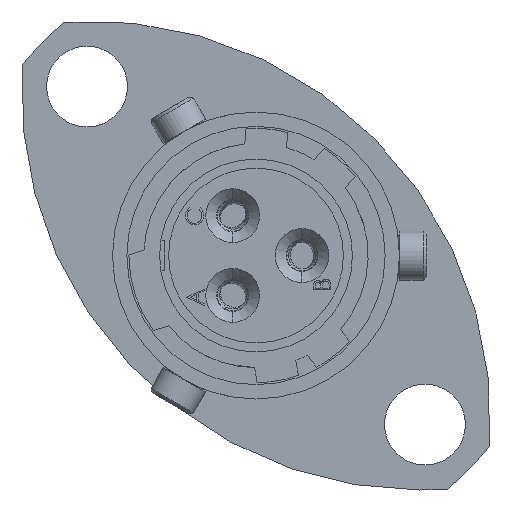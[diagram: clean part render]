
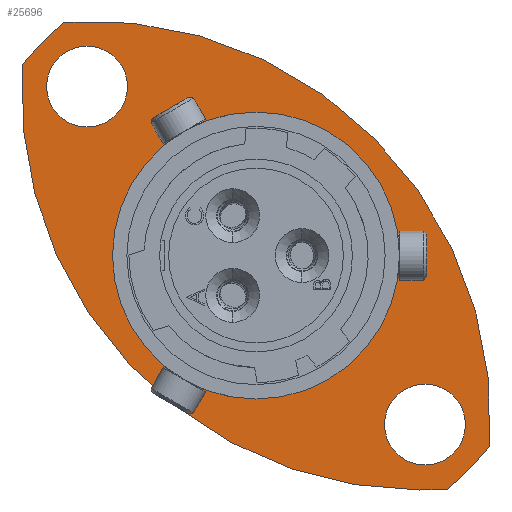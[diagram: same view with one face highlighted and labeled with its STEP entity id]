
A CAD part, left-side view. The second image highlights one B-rep face of the part: STEP entity #25696.
In plain terms, the highlighted planar face has unit normal (-1, 0, 0).
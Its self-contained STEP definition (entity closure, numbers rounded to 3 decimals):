
#125 = CARTESIAN_POINT ( 'NONE',  ( 11.26, 0., 0. ) ) ;
#339 = DIRECTION ( 'NONE',  ( 0., 0., 1. ) ) ;
#358 = VERTEX_POINT ( 'NONE', #21295 ) ;
#623 = DIRECTION ( 'NONE',  ( 0., 0., -1. ) ) ;
#804 = EDGE_CURVE ( 'NONE', #25925, #12596, #24250, .T. ) ;
#835 = DIRECTION ( 'NONE',  ( 1., 0., 0. ) ) ;
#1016 = ORIENTED_EDGE ( 'NONE', *, *, #804, .F. ) ;
#1056 = ORIENTED_EDGE ( 'NONE', *, *, #28798, .F. ) ;
#1397 = AXIS2_PLACEMENT_3D ( 'NONE', #5642, #23026, #8156 ) ;
#1451 = VERTEX_POINT ( 'NONE', #16172 ) ;
#1637 = FACE_BOUND ( 'NONE', #18176, .T. ) ;
#2093 = EDGE_CURVE ( 'NONE', #14768, #25925, #26231, .T. ) ;
#2162 = DIRECTION ( 'NONE',  ( 0., 0., 1. ) ) ;
#2276 = AXIS2_PLACEMENT_3D ( 'NONE', #21352, #6430, #23812 ) ;
#2615 = DIRECTION ( 'NONE',  ( 0., 0., 1. ) ) ;
#2944 = CARTESIAN_POINT ( 'NONE',  ( 11.26, 6.788, -6.788 ) ) ;
#3349 = CIRCLE ( 'NONE', #26250, 12.5 ) ;
#3474 = DIRECTION ( 'NONE',  ( 1., 0., 0. ) ) ;
#3998 = EDGE_CURVE ( 'NONE', #23840, #12876, #21461, .T. ) ;
#4494 = EDGE_LOOP ( 'NONE', ( #26124, #5145, #1016, #7538, #21602 ) ) ;
#4653 = CIRCLE ( 'NONE', #15240, 5.945 ) ;
#4809 = CARTESIAN_POINT ( 'NONE',  ( 11.26, -9.673, -7.917 ) ) ;
#5025 = VERTEX_POINT ( 'NONE', #24175 ) ;
#5145 = ORIENTED_EDGE ( 'NONE', *, *, #15466, .T. ) ;
#5438 = PLANE ( 'NONE',  #15176 ) ;
#5443 = VERTEX_POINT ( 'NONE', #6900 ) ;
#5459 = DIRECTION ( 'NONE',  ( 0., 0., -1. ) ) ;
#5642 = CARTESIAN_POINT ( 'NONE',  ( 11.26, 0., 0. ) ) ;
#6430 = DIRECTION ( 'NONE',  ( 1., 0., 0. ) ) ;
#6715 = CIRCLE ( 'NONE', #8318, 1.675 ) ;
#6900 = CARTESIAN_POINT ( 'NONE',  ( 11.26, 7., 8.675 ) ) ;
#7512 = FACE_OUTER_BOUND ( 'NONE', #4494, .T. ) ;
#7538 = ORIENTED_EDGE ( 'NONE', *, *, #2093, .F. ) ;
#7776 = AXIS2_PLACEMENT_3D ( 'NONE', #125, #17528, #2615 ) ;
#7871 = CARTESIAN_POINT ( 'NONE',  ( 11.26, -7., -8.675 ) ) ;
#7980 = EDGE_LOOP ( 'NONE', ( #1056, #11853 ) ) ;
#8156 = DIRECTION ( 'NONE',  ( 0., 0., 1. ) ) ;
#8318 = AXIS2_PLACEMENT_3D ( 'NONE', #24724, #9816, #27191 ) ;
#9299 = EDGE_LOOP ( 'NONE', ( #27197, #13367 ) ) ;
#9816 = DIRECTION ( 'NONE',  ( 1., 0., 0. ) ) ;
#9880 = AXIS2_PLACEMENT_3D ( 'NONE', #15775, #835, #18279 ) ;
#10409 = VERTEX_POINT ( 'NONE', #17509 ) ;
#10539 = AXIS2_PLACEMENT_3D ( 'NONE', #11586, #28976, #14069 ) ;
#10872 = ORIENTED_EDGE ( 'NONE', *, *, #32018, .T. ) ;
#11349 = ORIENTED_EDGE ( 'NONE', *, *, #19558, .T. ) ;
#11586 = CARTESIAN_POINT ( 'NONE',  ( 11.26, -6.788, 6.788 ) ) ;
#11853 = ORIENTED_EDGE ( 'NONE', *, *, #20432, .F. ) ;
#12596 = VERTEX_POINT ( 'NONE', #21386 ) ;
#12876 = VERTEX_POINT ( 'NONE', #7871 ) ;
#13115 = CARTESIAN_POINT ( 'NONE',  ( 11.26, 7., 7. ) ) ;
#13367 = ORIENTED_EDGE ( 'NONE', *, *, #3998, .T. ) ;
#14069 = DIRECTION ( 'NONE',  ( 0., 0., -1. ) ) ;
#14107 = FACE_BOUND ( 'NONE', #7980, .T. ) ;
#14768 = VERTEX_POINT ( 'NONE', #26506 ) ;
#15176 = AXIS2_PLACEMENT_3D ( 'NONE', #30438, #15558, #623 ) ;
#15240 = AXIS2_PLACEMENT_3D ( 'NONE', #31972, #17056, #2162 ) ;
#15275 = DIRECTION ( 'NONE',  ( -1., 0., 0. ) ) ;
#15466 = EDGE_CURVE ( 'NONE', #10409, #12596, #3349, .T. ) ;
#15558 = DIRECTION ( 'NONE',  ( 1., 0., 0. ) ) ;
#15609 = DIRECTION ( 'NONE',  ( 0., 0., -1. ) ) ;
#15775 = CARTESIAN_POINT ( 'NONE',  ( 11.26, -7., -7. ) ) ;
#16172 = CARTESIAN_POINT ( 'NONE',  ( 11.26, 0., -5.945 ) ) ;
#16262 = EDGE_CURVE ( 'NONE', #10409, #29352, #16455, .T. ) ;
#16455 = CIRCLE ( 'NONE', #30404, 16.5 ) ;
#16617 = CARTESIAN_POINT ( 'NONE',  ( 11.26, -7., -5.325 ) ) ;
#17056 = DIRECTION ( 'NONE',  ( -1., 0., 0. ) ) ;
#17509 = CARTESIAN_POINT ( 'NONE',  ( 11.26, 7.917, 9.673 ) ) ;
#17528 = DIRECTION ( 'NONE',  ( -1., 0., 0. ) ) ;
#18176 = EDGE_LOOP ( 'NONE', ( #11349, #10872 ) ) ;
#18279 = DIRECTION ( 'NONE',  ( 0., 0., -1. ) ) ;
#18405 = CARTESIAN_POINT ( 'NONE',  ( 11.26, -6.788, 6.788 ) ) ;
#18708 = EDGE_CURVE ( 'NONE', #12876, #23840, #32038, .T. ) ;
#19558 = EDGE_CURVE ( 'NONE', #5025, #5443, #23811, .T. ) ;
#20099 = CIRCLE ( 'NONE', #1397, 5.945 ) ;
#20374 = DIRECTION ( 'NONE',  ( 1., 0., 0. ) ) ;
#20432 = EDGE_CURVE ( 'NONE', #1451, #358, #20099, .T. ) ;
#20760 = FACE_BOUND ( 'NONE', #9299, .T. ) ;
#20920 = DIRECTION ( 'NONE',  ( 0., 0., -1. ) ) ;
#21295 = CARTESIAN_POINT ( 'NONE',  ( 11.26, 0., 5.945 ) ) ;
#21352 = CARTESIAN_POINT ( 'NONE',  ( 11.26, -7., -7. ) ) ;
#21386 = CARTESIAN_POINT ( 'NONE',  ( 11.26, 9.673, 7.917 ) ) ;
#21461 = CIRCLE ( 'NONE', #2276, 1.675 ) ;
#21602 = ORIENTED_EDGE ( 'NONE', *, *, #27310, .T. ) ;
#23026 = DIRECTION ( 'NONE',  ( -1., 0., 0. ) ) ;
#23811 = CIRCLE ( 'NONE', #25567, 1.675 ) ;
#23812 = DIRECTION ( 'NONE',  ( 0., 0., -1. ) ) ;
#23840 = VERTEX_POINT ( 'NONE', #16617 ) ;
#23926 = CIRCLE ( 'NONE', #7776, 12.5 ) ;
#24175 = CARTESIAN_POINT ( 'NONE',  ( 11.26, 7., 5.325 ) ) ;
#24250 = CIRCLE ( 'NONE', #30501, 16.5 ) ;
#24348 = CARTESIAN_POINT ( 'NONE',  ( 11.26, -6.788, -9.712 ) ) ;
#24724 = CARTESIAN_POINT ( 'NONE',  ( 11.26, 7., 7. ) ) ;
#25567 = AXIS2_PLACEMENT_3D ( 'NONE', #13115, #30495, #15609 ) ;
#25696 = ADVANCED_FACE ( 'NONE', ( #20760, #1637, #14107, #7512 ), #5438, .F. ) ;
#25925 = VERTEX_POINT ( 'NONE', #24348 ) ;
#26124 = ORIENTED_EDGE ( 'NONE', *, *, #16262, .F. ) ;
#26231 = CIRCLE ( 'NONE', #10539, 16.5 ) ;
#26250 = AXIS2_PLACEMENT_3D ( 'NONE', #30158, #15275, #339 ) ;
#26506 = CARTESIAN_POINT ( 'NONE',  ( 11.26, -7.917, -9.673 ) ) ;
#27191 = DIRECTION ( 'NONE',  ( 0., 0., -1. ) ) ;
#27197 = ORIENTED_EDGE ( 'NONE', *, *, #18708, .T. ) ;
#27310 = EDGE_CURVE ( 'NONE', #14768, #29352, #23926, .T. ) ;
#28798 = EDGE_CURVE ( 'NONE', #358, #1451, #4653, .T. ) ;
#28976 = DIRECTION ( 'NONE',  ( 1., 0., 0. ) ) ;
#29352 = VERTEX_POINT ( 'NONE', #4809 ) ;
#30158 = CARTESIAN_POINT ( 'NONE',  ( 11.26, 0., 0. ) ) ;
#30404 = AXIS2_PLACEMENT_3D ( 'NONE', #2944, #20374, #5459 ) ;
#30438 = CARTESIAN_POINT ( 'NONE',  ( 11.26, 5.945, 0. ) ) ;
#30495 = DIRECTION ( 'NONE',  ( 1., 0., 0. ) ) ;
#30501 = AXIS2_PLACEMENT_3D ( 'NONE', #18405, #3474, #20920 ) ;
#31972 = CARTESIAN_POINT ( 'NONE',  ( 11.26, 0., 0. ) ) ;
#32018 = EDGE_CURVE ( 'NONE', #5443, #5025, #6715, .T. ) ;
#32038 = CIRCLE ( 'NONE', #9880, 1.675 ) ;
